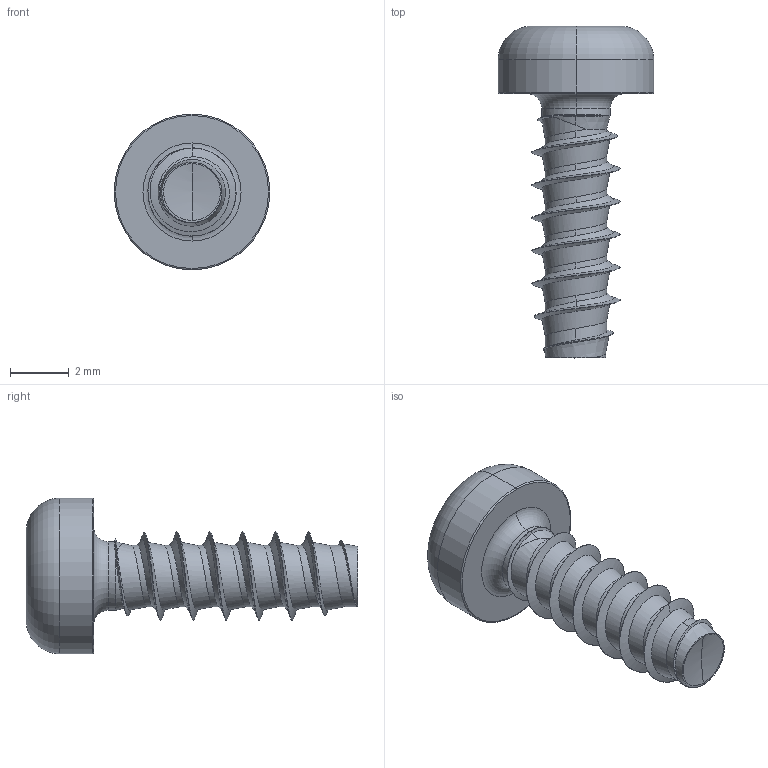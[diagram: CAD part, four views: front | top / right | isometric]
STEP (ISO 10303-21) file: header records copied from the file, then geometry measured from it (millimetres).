
FILE_DESCRIPTION (( 'STEP AP203' ), '1' );
FILE_NAME ('STP390300090.STEP', '2017-08-15T19:24:10', ( '' ), ( '' ), 'SwSTEP 2.0', 'SolidWorks 2015', '' );
FILE_SCHEMA (( 'CONFIG_CONTROL_DESIGN' ));
Length unit declared in the file: millimetre
Products named in the file (1): STP390300090
Bounding box: 5.3 x 11.3 x 5.3 mm (x, y, z)
Volume: 76 mm3; surface area: 176.5 mm2
Topology: 1 solids, 1 shells, 97 faces, 239 edges, 144 vertices
Faces by surface type: cylinder 39, bspline 35, cone 11, torus 6, sphere 4, plane 2
Entity records: 13636 total; most frequent: CARTESIAN_POINT 11631, ORIENTED_EDGE 474, DIRECTION 302, EDGE_CURVE 237, VERTEX_POINT 144, AXIS2_PLACEMENT_3D 124, B_SPLINE_CURVE_WITH_KNOTS 107, EDGE_LOOP 99
